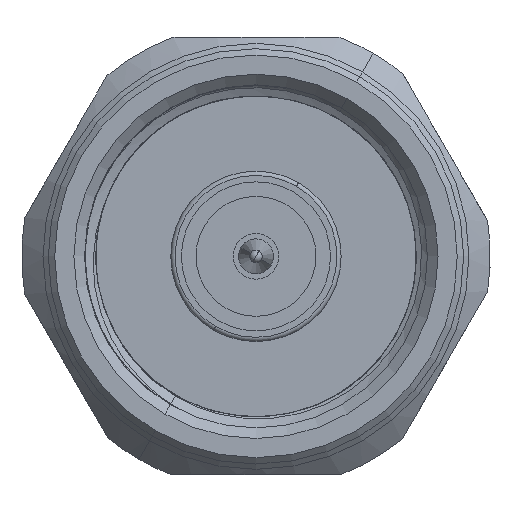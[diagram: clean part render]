
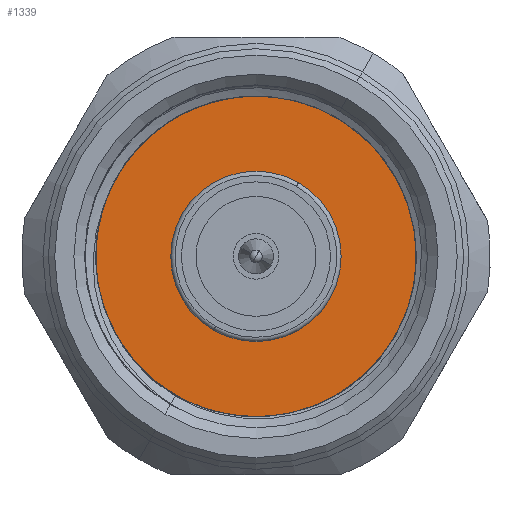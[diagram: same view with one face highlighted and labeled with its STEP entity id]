
A CAD part, left-side view. The second image highlights one B-rep face of the part: STEP entity #1339.
In plain terms, the highlighted face is planar.
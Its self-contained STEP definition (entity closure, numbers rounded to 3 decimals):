
#20 = CARTESIAN_POINT ( 'NONE',  ( 0., 7.9, 0. ) ) ;
#185 = ORIENTED_EDGE ( 'NONE', *, *, #1906, .T. ) ;
#224 = CIRCLE ( 'NONE', #1553, 8. ) ;
#354 = DIRECTION ( 'NONE',  ( 0., -1., 0. ) ) ;
#978 = EDGE_CURVE ( 'NONE', #5187, #1517, #2157, .T. ) ;
#1105 = VERTEX_POINT ( 'NONE', #3526 ) ;
#1274 = EDGE_LOOP ( 'NONE', ( #3212, #185 ) ) ;
#1309 = VERTEX_POINT ( 'NONE', #2947 ) ;
#1339 = ADVANCED_FACE ( 'NONE', ( #3296, #3457 ), #2802, .F. ) ;
#1467 = DIRECTION ( 'NONE',  ( 1., 0., 0. ) ) ;
#1493 = DIRECTION ( 'NONE',  ( 0., -1., 0. ) ) ;
#1514 = CARTESIAN_POINT ( 'NONE',  ( 0., 7.9, 0. ) ) ;
#1517 = VERTEX_POINT ( 'NONE', #3332 ) ;
#1553 = AXIS2_PLACEMENT_3D ( 'NONE', #3464, #354, #4017 ) ;
#1834 = DIRECTION ( 'NONE',  ( 1., 0., 0. ) ) ;
#1896 = CARTESIAN_POINT ( 'NONE',  ( 0., 7.9, 0. ) ) ;
#1906 = EDGE_CURVE ( 'NONE', #1309, #1105, #5155, .T. ) ;
#2157 = CIRCLE ( 'NONE', #4714, 8. ) ;
#2315 = AXIS2_PLACEMENT_3D ( 'NONE', #1896, #2800, #1834 ) ;
#2369 = CARTESIAN_POINT ( 'NONE',  ( 0., 7.9, 0. ) ) ;
#2505 = EDGE_CURVE ( 'NONE', #1105, #1309, #2525, .T. ) ;
#2525 = CIRCLE ( 'NONE', #5721, 4. ) ;
#2756 = DIRECTION ( 'NONE',  ( 1., 0., 0. ) ) ;
#2800 = DIRECTION ( 'NONE',  ( 0., -1., 0. ) ) ;
#2802 = PLANE ( 'NONE',  #6003 ) ;
#2822 = DIRECTION ( 'NONE',  ( 1., 0., 0. ) ) ;
#2947 = CARTESIAN_POINT ( 'NONE',  ( 0., 7.9, -4. ) ) ;
#3212 = ORIENTED_EDGE ( 'NONE', *, *, #2505, .T. ) ;
#3296 = FACE_BOUND ( 'NONE', #1274, .T. ) ;
#3332 = CARTESIAN_POINT ( 'NONE',  ( 8., 7.9, 0. ) ) ;
#3457 = FACE_OUTER_BOUND ( 'NONE', #4541, .T. ) ;
#3464 = CARTESIAN_POINT ( 'NONE',  ( 0., 7.9, 0. ) ) ;
#3526 = CARTESIAN_POINT ( 'NONE',  ( 0., 7.9, 4. ) ) ;
#3798 = ORIENTED_EDGE ( 'NONE', *, *, #4626, .F. ) ;
#4017 = DIRECTION ( 'NONE',  ( 1., 0., 0. ) ) ;
#4156 = DIRECTION ( 'NONE',  ( 0., -1., 0. ) ) ;
#4541 = EDGE_LOOP ( 'NONE', ( #5838, #3798 ) ) ;
#4626 = EDGE_CURVE ( 'NONE', #1517, #5187, #224, .T. ) ;
#4714 = AXIS2_PLACEMENT_3D ( 'NONE', #20, #5430, #2756 ) ;
#5155 = CIRCLE ( 'NONE', #2315, 4. ) ;
#5187 = VERTEX_POINT ( 'NONE', #5514 ) ;
#5430 = DIRECTION ( 'NONE',  ( 0., -1., 0. ) ) ;
#5514 = CARTESIAN_POINT ( 'NONE',  ( -8., 7.9, 0. ) ) ;
#5721 = AXIS2_PLACEMENT_3D ( 'NONE', #1514, #1493, #1467 ) ;
#5838 = ORIENTED_EDGE ( 'NONE', *, *, #978, .F. ) ;
#6003 = AXIS2_PLACEMENT_3D ( 'NONE', #2369, #4156, #2822 ) ;
